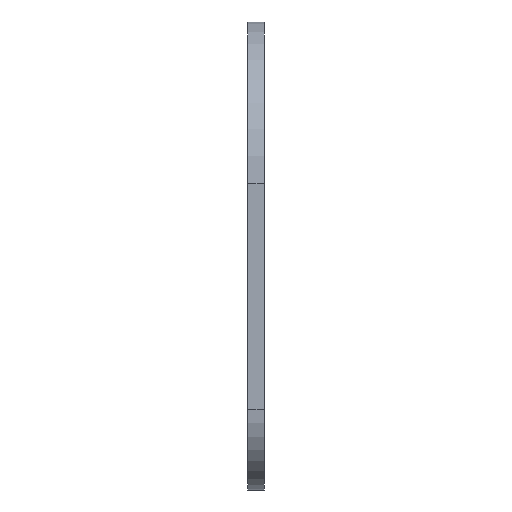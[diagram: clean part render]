
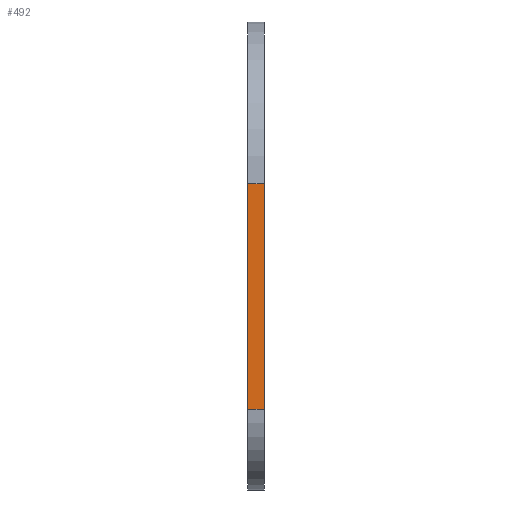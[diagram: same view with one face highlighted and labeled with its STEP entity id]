
A CAD part, left-side view. The second image highlights one B-rep face of the part: STEP entity #492.
In plain terms, the highlighted planar face has unit normal (-1, 0, 0).
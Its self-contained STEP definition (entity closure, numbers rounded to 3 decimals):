
#59 = CARTESIAN_POINT ( 'NONE',  ( -47.612, 3., -31.965 ) ) ;
#92 = CARTESIAN_POINT ( 'NONE',  ( -47.612, 3., 9.774 ) ) ;
#130 = CARTESIAN_POINT ( 'NONE',  ( -47.612, 3., -31.965 ) ) ;
#182 = ORIENTED_EDGE ( 'NONE', *, *, #1204, .T. ) ;
#185 = CARTESIAN_POINT ( 'NONE',  ( -47.612, 0., -31.965 ) ) ;
#244 = EDGE_CURVE ( 'NONE', #803, #733, #1072, .T. ) ;
#373 = VECTOR ( 'NONE', #992, 1000. ) ;
#465 = PLANE ( 'NONE',  #598 ) ;
#481 = ORIENTED_EDGE ( 'NONE', *, *, #681, .T. ) ;
#492 = ADVANCED_FACE ( 'NONE', ( #1052 ), #465, .F. ) ;
#496 = EDGE_LOOP ( 'NONE', ( #481, #1436, #515, #182 ) ) ;
#515 = ORIENTED_EDGE ( 'NONE', *, *, #244, .F. ) ;
#542 = DIRECTION ( 'NONE',  ( 0., 0., 1. ) ) ;
#582 = DIRECTION ( 'NONE',  ( 1., 0., 0. ) ) ;
#598 = AXIS2_PLACEMENT_3D ( 'NONE', #130, #582, #1451 ) ;
#680 = LINE ( 'NONE', #185, #373 ) ;
#681 = EDGE_CURVE ( 'NONE', #772, #1084, #680, .T. ) ;
#733 = VERTEX_POINT ( 'NONE', #1244 ) ;
#772 = VERTEX_POINT ( 'NONE', #1231 ) ;
#803 = VERTEX_POINT ( 'NONE', #1477 ) ;
#859 = VECTOR ( 'NONE', #869, 1000. ) ;
#869 = DIRECTION ( 'NONE',  ( 0., -1., 0. ) ) ;
#899 = LINE ( 'NONE', #59, #859 ) ;
#915 = DIRECTION ( 'NONE',  ( 0., -1., 0. ) ) ;
#979 = LINE ( 'NONE', #92, #1544 ) ;
#992 = DIRECTION ( 'NONE',  ( 0., 0., 1. ) ) ;
#1036 = EDGE_CURVE ( 'NONE', #733, #1084, #979, .T. ) ;
#1040 = CARTESIAN_POINT ( 'NONE',  ( -47.612, 3., -31.965 ) ) ;
#1052 = FACE_OUTER_BOUND ( 'NONE', #496, .T. ) ;
#1072 = LINE ( 'NONE', #1040, #1354 ) ;
#1084 = VERTEX_POINT ( 'NONE', #1226 ) ;
#1204 = EDGE_CURVE ( 'NONE', #803, #772, #899, .T. ) ;
#1226 = CARTESIAN_POINT ( 'NONE',  ( -47.612, 0., 9.774 ) ) ;
#1231 = CARTESIAN_POINT ( 'NONE',  ( -47.612, 0., -31.965 ) ) ;
#1244 = CARTESIAN_POINT ( 'NONE',  ( -47.612, 3., 9.774 ) ) ;
#1354 = VECTOR ( 'NONE', #542, 1000. ) ;
#1436 = ORIENTED_EDGE ( 'NONE', *, *, #1036, .F. ) ;
#1451 = DIRECTION ( 'NONE',  ( 0., 0., -1. ) ) ;
#1477 = CARTESIAN_POINT ( 'NONE',  ( -47.612, 3., -31.965 ) ) ;
#1544 = VECTOR ( 'NONE', #915, 1000. ) ;
